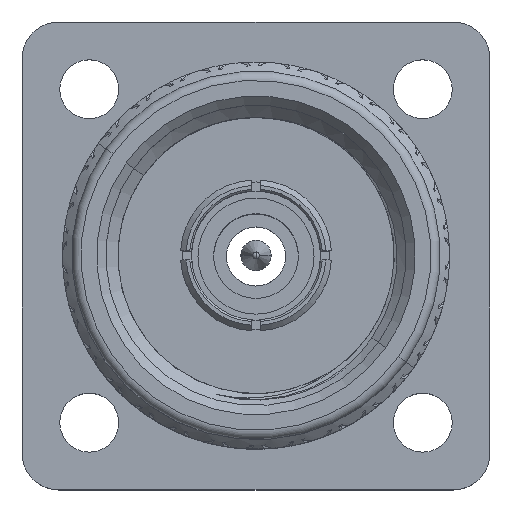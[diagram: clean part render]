
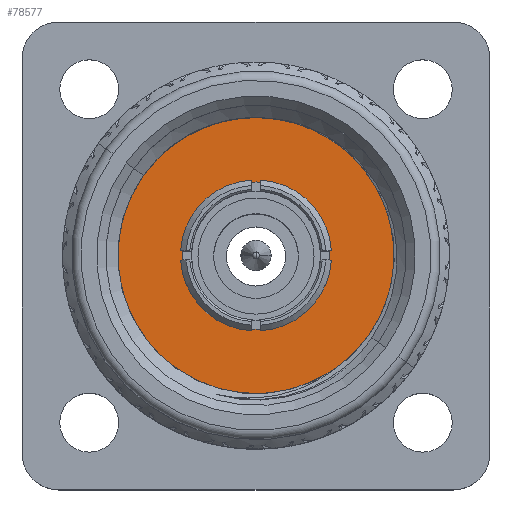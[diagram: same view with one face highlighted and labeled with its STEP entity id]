
A CAD part, top view. The second image highlights one B-rep face of the part: STEP entity #78577.
In plain terms, the highlighted planar face has unit normal (0, 0, 1).
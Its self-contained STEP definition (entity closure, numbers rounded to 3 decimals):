
#10228 = FACE_OUTER_BOUND ( 'NONE', #26743, .T. ) ;
#10995 = VERTEX_POINT ( 'NONE', #33304 ) ;
#13186 = EDGE_CURVE ( 'NONE', #95109, #114120, #32685, .T. ) ;
#20372 = AXIS2_PLACEMENT_3D ( 'NONE', #50731, #102766, #77047 ) ;
#20935 = DIRECTION ( 'NONE',  ( -1., 0., 0. ) ) ;
#24743 = DIRECTION ( 'NONE',  ( 0., 0., -1. ) ) ;
#25654 = DIRECTION ( 'NONE',  ( -1., 0., 0. ) ) ;
#26267 = CIRCLE ( 'NONE', #87915, 4. ) ;
#26743 = EDGE_LOOP ( 'NONE', ( #52272, #27288 ) ) ;
#27288 = ORIENTED_EDGE ( 'NONE', *, *, #93902, .F. ) ;
#28919 = PLANE ( 'NONE',  #44823 ) ;
#29760 = ORIENTED_EDGE ( 'NONE', *, *, #74909, .T. ) ;
#30825 = EDGE_LOOP ( 'NONE', ( #49875, #29760 ) ) ;
#32685 = CIRCLE ( 'NONE', #58781, 7.85 ) ;
#32964 = CARTESIAN_POINT ( 'NONE',  ( 0., 0., 11.5 ) ) ;
#33299 = DIRECTION ( 'NONE',  ( 0., 0., -1. ) ) ;
#33304 = CARTESIAN_POINT ( 'NONE',  ( -4., 0., 11.5 ) ) ;
#33861 = CARTESIAN_POINT ( 'NONE',  ( 0., 0., 11.5 ) ) ;
#37119 = CARTESIAN_POINT ( 'NONE',  ( 0., 0., 11.5 ) ) ;
#37957 = DIRECTION ( 'NONE',  ( 0., 0., -1. ) ) ;
#39818 = AXIS2_PLACEMENT_3D ( 'NONE', #33861, #37957, #20935 ) ;
#42336 = DIRECTION ( 'NONE',  ( -1., 0., 0. ) ) ;
#44823 = AXIS2_PLACEMENT_3D ( 'NONE', #37119, #62816, #107876 ) ;
#49875 = ORIENTED_EDGE ( 'NONE', *, *, #68230, .T. ) ;
#50731 = CARTESIAN_POINT ( 'NONE',  ( 0., 0., 11.5 ) ) ;
#52272 = ORIENTED_EDGE ( 'NONE', *, *, #13186, .F. ) ;
#55222 = FACE_BOUND ( 'NONE', #30825, .T. ) ;
#58781 = AXIS2_PLACEMENT_3D ( 'NONE', #113975, #33299, #25654 ) ;
#62816 = DIRECTION ( 'NONE',  ( 0., 0., -1. ) ) ;
#67441 = VERTEX_POINT ( 'NONE', #98725 ) ;
#68230 = EDGE_CURVE ( 'NONE', #10995, #67441, #26267, .T. ) ;
#74909 = EDGE_CURVE ( 'NONE', #67441, #10995, #80893, .T. ) ;
#77047 = DIRECTION ( 'NONE',  ( -1., 0., 0. ) ) ;
#78198 = CIRCLE ( 'NONE', #20372, 7.85 ) ;
#78577 = ADVANCED_FACE ( 'NONE', ( #10228, #55222 ), #28919, .F. ) ;
#80893 = CIRCLE ( 'NONE', #39818, 4. ) ;
#87915 = AXIS2_PLACEMENT_3D ( 'NONE', #32964, #24743, #42336 ) ;
#93902 = EDGE_CURVE ( 'NONE', #114120, #95109, #78198, .T. ) ;
#95109 = VERTEX_POINT ( 'NONE', #97602 ) ;
#97602 = CARTESIAN_POINT ( 'NONE',  ( -7.85, 0., 11.5 ) ) ;
#98725 = CARTESIAN_POINT ( 'NONE',  ( 4., 0., 11.5 ) ) ;
#101231 = CARTESIAN_POINT ( 'NONE',  ( 7.85, 0., 11.5 ) ) ;
#102766 = DIRECTION ( 'NONE',  ( 0., 0., -1. ) ) ;
#107876 = DIRECTION ( 'NONE',  ( -1., 0., 0. ) ) ;
#113975 = CARTESIAN_POINT ( 'NONE',  ( 0., 0., 11.5 ) ) ;
#114120 = VERTEX_POINT ( 'NONE', #101231 ) ;
